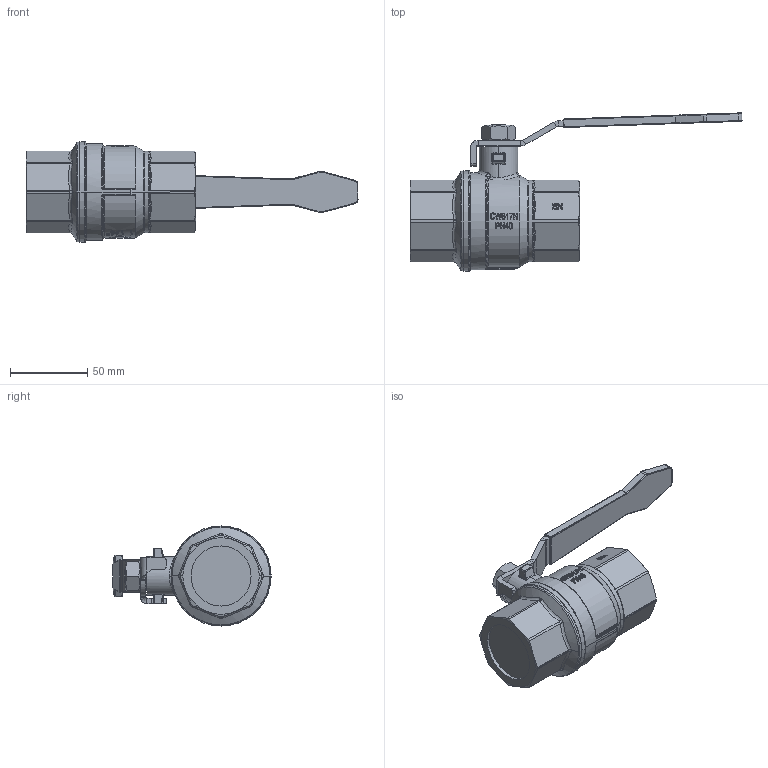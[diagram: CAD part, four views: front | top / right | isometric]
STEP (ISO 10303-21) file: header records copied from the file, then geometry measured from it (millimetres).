
FILE_DESCRIPTION(('STEP AP214'),'1');
FILE_NAME('valve_960-1_1_4.stp','2018-06-14T14:56:27',('TraceParts'),('TraceParts S.A.'),'Spatial InterOp 3D',' ',' ');
FILE_SCHEMA(('automotive_design'));
Length unit declared in the file: millimetre
Products named in the file (1): valve_960-1_1_4
Bounding box: 215.4 x 102.7 x 65 mm (x, y, z)
Volume: 290560.1 mm3; surface area: 38576.6 mm2
Topology: 1 solids, 4 shells, 771 faces, 1992 edges, 1261 vertices
Faces by surface type: plane 264, bspline 199, cylinder 188, torus 54, cone 48, sphere 18
Entity records: 35155 total; most frequent: CARTESIAN_POINT 11360, ORIENTED_EDGE 3964, DIRECTION 3246, EDGE_CURVE 1982, VERTEX_POINT 1261, AXIS2_PLACEMENT_3D 1216, EDGE_LOOP 819, LINE 814
